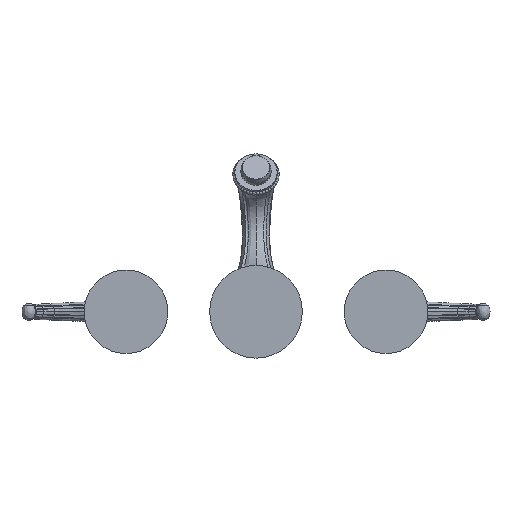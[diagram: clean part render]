
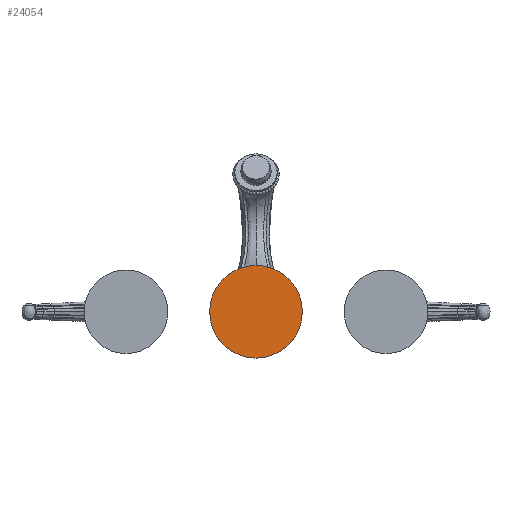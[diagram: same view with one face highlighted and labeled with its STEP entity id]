
A CAD part, front view. The second image highlights one B-rep face of the part: STEP entity #24054.
In plain terms, the highlighted planar face has unit normal (0, -1, 0).
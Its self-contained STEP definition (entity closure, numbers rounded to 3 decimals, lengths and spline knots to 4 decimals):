
#10810=CARTESIAN_POINT('',(0.,0.,0.));
#10811=DIRECTION('',(0.,1.,0.));
#10812=DIRECTION('',(-1.,0.,0.));
#10813=AXIS2_PLACEMENT_3D('',#10810,#10811,#10812);
#10815=CARTESIAN_POINT('',(0.,0.,0.));
#10816=DIRECTION('',(0.,1.,0.));
#10817=DIRECTION('',(1.,0.,0.));
#10818=AXIS2_PLACEMENT_3D('',#10815,#10816,#10817);
#11704=CARTESIAN_POINT('',(-1.425,0.,0.));
#11705=CARTESIAN_POINT('',(1.425,0.,0.));
#11706=VERTEX_POINT('',#11704);
#11707=VERTEX_POINT('',#11705);
#24045=CARTESIAN_POINT('',(0.,0.,0.));
#24046=DIRECTION('',(0.,-1.,0.));
#24047=DIRECTION('',(-1.,0.,0.));
#24048=AXIS2_PLACEMENT_3D('',#24045,#24046,#24047);
#24049=PLANE('',#24048);
#24050=ORIENTED_EDGE('',*,*,#24038,.T.);
#24051=ORIENTED_EDGE('',*,*,#24027,.T.);
#24052=EDGE_LOOP('',(#24050,#24051));
#24053=FACE_OUTER_BOUND('',#24052,.F.);
#24054=ADVANCED_FACE('',(#24053),#24049,.T.);
#10814=CIRCLE('',#10813,1.425);
#10819=CIRCLE('',#10818,1.425);
#24027=EDGE_CURVE('',#11707,#11706,#10819,.T.);
#24038=EDGE_CURVE('',#11706,#11707,#10814,.T.);
